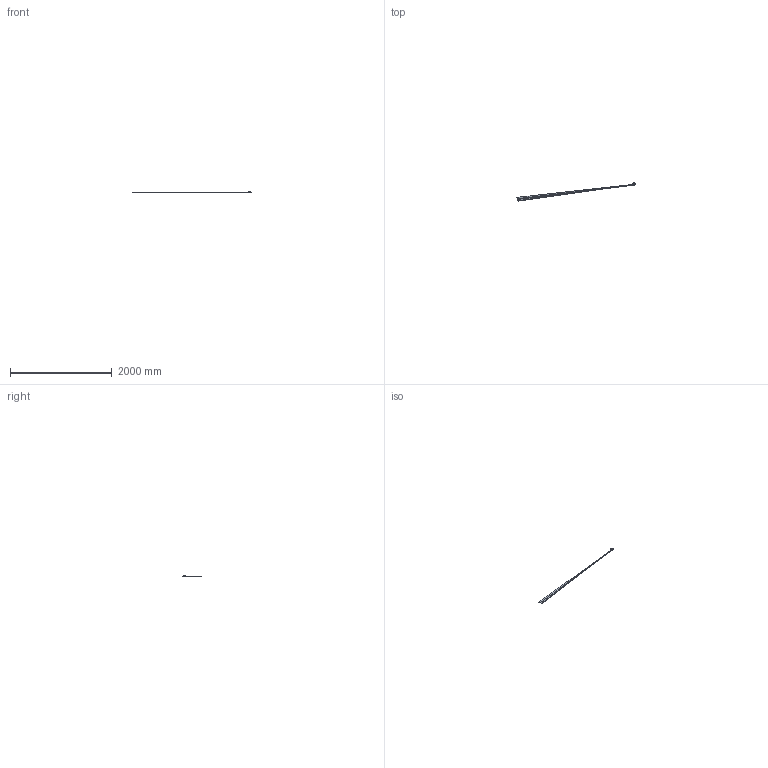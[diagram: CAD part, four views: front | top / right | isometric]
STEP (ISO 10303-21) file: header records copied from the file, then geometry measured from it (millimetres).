
FILE_DESCRIPTION(('FreeCAD Model'),'2;1');
FILE_NAME('Open CASCADE Shape Model','2025-05-04T08:41:10',('FreeCAD'),( 'FreeCAD'),'Open CASCADE STEP processor 7.6','FreeCAD','Unknown');
FILE_SCHEMA(('AUTOMOTIVE_DESIGN { 1 0 10303 214 1 1 1 1 }'));
Products named in the file (1): Open CASCADE STEP translator 7.6 1
Bounding box: 2318.46 x 355.42 x 3.68 mm (x, y, z)
Surface area: 5544.7 mm2 (no closed solid volume)
Topology: 0 solids, 664 shells, 664 faces, 4728 edges, 4520 vertices
Faces by surface type: bspline 664
Entity records: 141744 total; most frequent: CARTESIAN_POINT 118901, ORIENTED_EDGE 4798, EDGE_CURVE 4709, B_SPLINE_CURVE_WITH_KNOTS 4665, VERTEX_POINT 4525, FACE_BOUND 824, EDGE_LOOP 824, SHELL_BASED_SURFACE_MODEL 664
